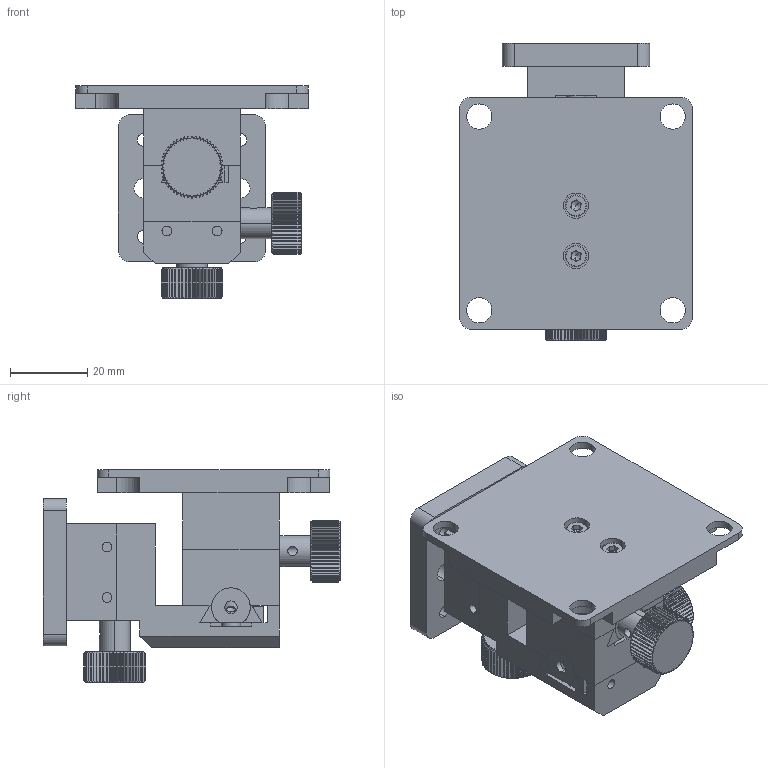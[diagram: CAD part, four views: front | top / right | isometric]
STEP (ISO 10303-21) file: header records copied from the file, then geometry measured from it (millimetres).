
FILE_DESCRIPTION (( 'STEP AP203' ), '1' );
FILE_NAME ('06UTS-3M.STEP', '2016-05-16T08:45:29', ( '' ), ( '' ), 'SwSTEP 2.0', 'SolidWorks 2016', '' );
FILE_SCHEMA (( 'CONFIG_CONTROL_DESIGN' ));
Length unit declared in the file: millimetre
Products named in the file (1): 06UTS-3M
Bounding box: 60 x 76.9 x 54.9 mm (x, y, z)
Volume: 69994.2 mm3; surface area: 36501.8 mm2
Topology: 21 solids, 21 shells, 1191 faces, 3291 edges, 2142 vertices
Faces by surface type: plane 531, cone 336, cylinder 308, torus 16
Entity records: 38839 total; most frequent: CARTESIAN_POINT 8721, ORIENTED_EDGE 6538, DIRECTION 6008, EDGE_CURVE 3269, AXIS2_PLACEMENT_3D 2167, VERTEX_POINT 2142, LINE 1674, VECTOR 1674
